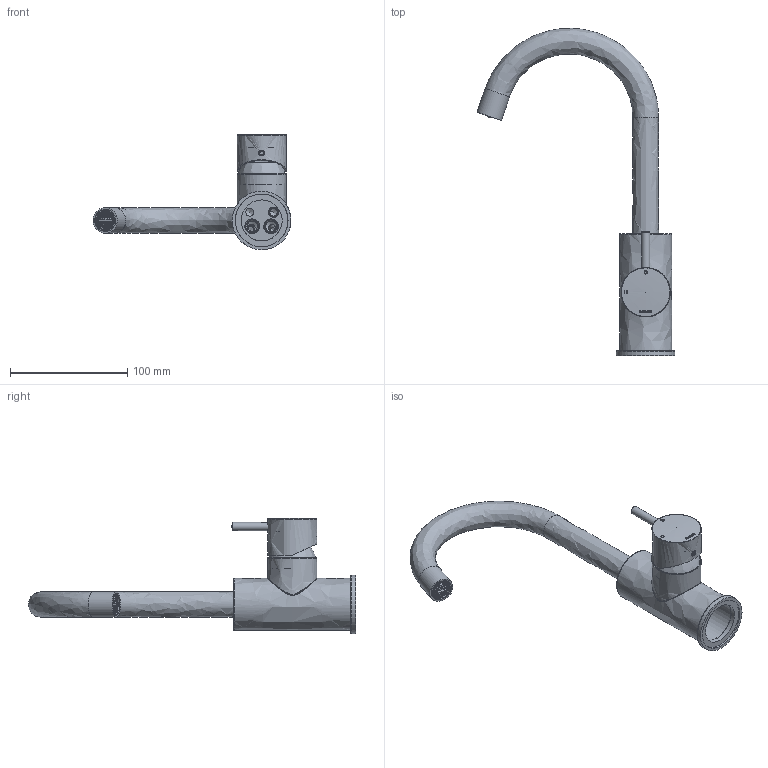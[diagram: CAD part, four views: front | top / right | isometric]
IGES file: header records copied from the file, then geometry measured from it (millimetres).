
Start section: C
Global section: file name: CB004-00.igs; native system: By Siemens PLM Incorporated; preprocessor: XPlus GENERIC/IGES 26.1.183; author: Author; organization: Title; date: 20250331.114115; units: millimetre
Bounding box: 168.8 x 279.19 x 98.41 mm (x, y, z)
Volume: 160531.8 mm3; surface area: 92312.1 mm2
Topology: 9 solids, 155 shells, 1093 faces, 2277 edges, 1532 vertices
Faces by surface type: bspline 1093
